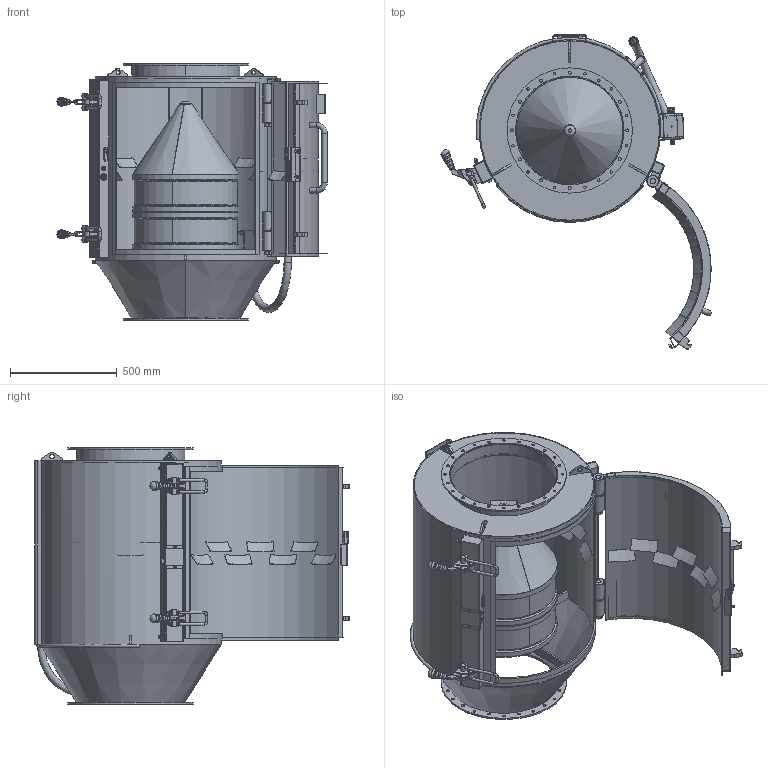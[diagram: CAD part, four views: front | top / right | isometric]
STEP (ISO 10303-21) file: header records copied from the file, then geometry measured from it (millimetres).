
FILE_DESCRIPTION(/* description */ (''),/* implementation_level */ '2;1');
FILE_NAME(/* name */ 'SPAB000066 - Customer.stp',/* time_stamp */ '2014-02-17T11:00:07+01:00',/* author */ ('bs'),/* organization */ (''),/* preprocessor_version */ 'ST-DEVELOPER v15.2',/* originating_system */ 'Autodesk Inventor 2014',/* authorisation */ '');
FILE_SCHEMA (('AUTOMOTIVE_DESIGN { 1 0 10303 214 3 1 1 }'));
Length unit declared in the file: millimetre
Products named in the file (1): SPAB000066 - Customer
Bounding box: 1267.09 x 1471.8 x 1200 mm (x, y, z)
Volume: 45999832.2 mm3; surface area: 13334084.3 mm2
Topology: 50 solids, 51 shells, 6967 faces, 18257 edges, 11870 vertices
Faces by surface type: plane 4162, bspline 1324, cylinder 824, cone 461, torus 173, sphere 23
Full cylindrical faces by diameter (mm): 2 x8, 2.459 x2, 3.242 x6, 3.3 x2, 3.5 x4, 4 x1, 4.917 x21, 5.459 x4, 6 x8, 6.5 x4, 7.5 x4, 8 x10, 8.4 x2, 10 x13, 10.106 x6, 11.053 x3, 11.5 x28, 11.6 x4, 12 x27, 12.4 x1, 13 x11, 13.5 x18, 14 x25, 14.5 x8, 15 x3, 16 x6, 17.2 x3, 18 x6, 19 x7, 20 x23
Entity records: 228296 total; most frequent: CARTESIAN_POINT 61592, ORIENTED_EDGE 35112, DIRECTION 28117, EDGE_CURVE 17520, VERTEX_POINT 11666, LINE 11337, VECTOR 11337, AXIS2_PLACEMENT_3D 8390
